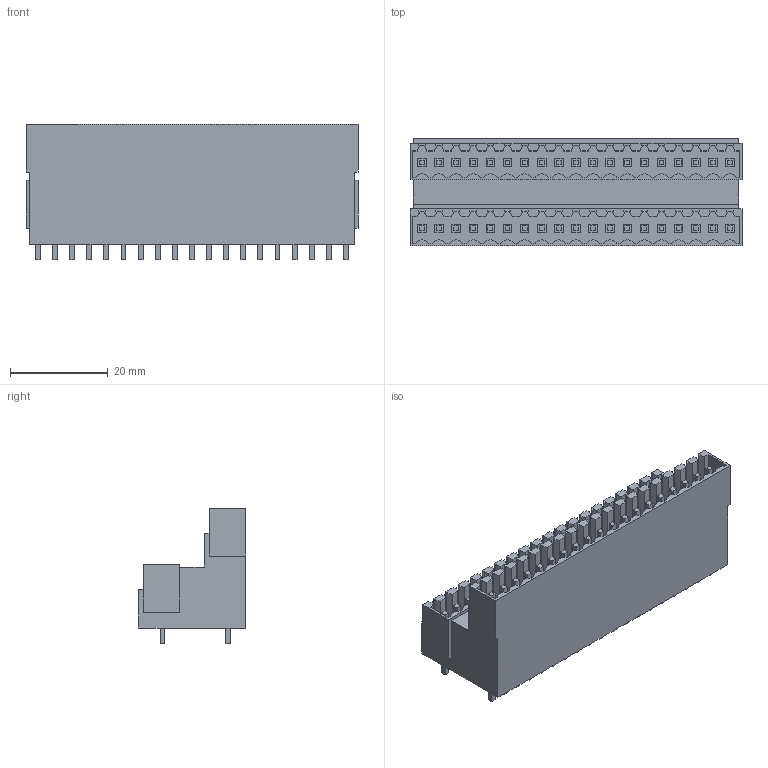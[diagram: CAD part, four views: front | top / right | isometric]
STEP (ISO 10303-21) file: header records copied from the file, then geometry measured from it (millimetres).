
FILE_DESCRIPTION(('CATIA V5 STEP Exchange','CAx-IF Rec.Pracs.--- Model Styling and Organization---1.4--- 2014-01-23'),'2;1');
FILE_NAME ('D1458757_1_1891270000_1891270000.stp','2022-08-10T11:49:08+00:00',('none'),('Weidmueller'),'CATIA Version 5-6 Release 2016 SP3 HF44','CATIA V5 STEP AP214','none');
FILE_SCHEMA(('AUTOMOTIVE_DESIGN { 1 0 10303 214 1 1 1 1 }'));
Length unit declared in the file: millimetre
Products named in the file (1): 1891270000
Bounding box: 67.9 x 22 x 27.77 mm (x, y, z)
Volume: 19942.2 mm3; surface area: 13408.4 mm2
Topology: 39 solids, 39 shells, 904 faces, 2590 edges, 1802 vertices
Faces by surface type: plane 866, cylinder 38
Entity records: 27430 total; most frequent: ORIENTED_EDGE 5180, CARTESIAN_POINT 4943, DIRECTION 3690, EDGE_CURVE 2590, VECTOR 2514, LINE 2514, VERTEX_POINT 1802, EDGE_LOOP 942
